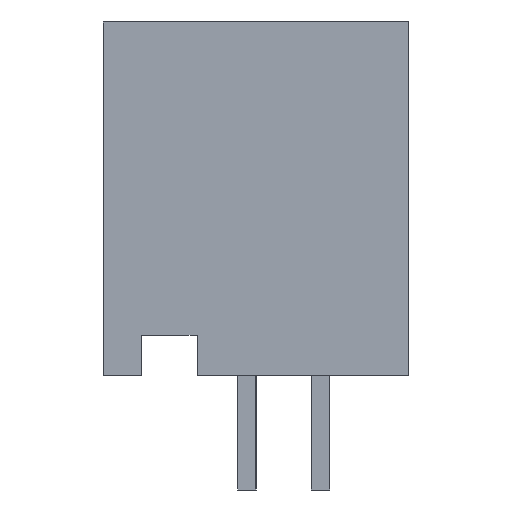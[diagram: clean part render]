
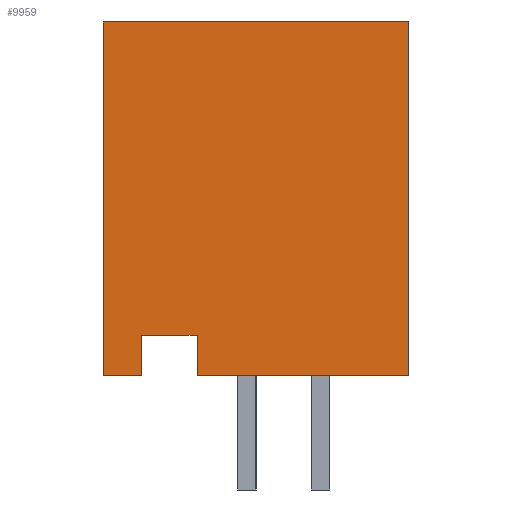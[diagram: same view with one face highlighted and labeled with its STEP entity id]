
A CAD part, left-side view. The second image highlights one B-rep face of the part: STEP entity #9959.
In plain terms, the highlighted planar face has unit normal (-1, 0, 0).
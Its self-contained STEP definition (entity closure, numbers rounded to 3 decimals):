
#667 = PLANE('',#668);
#668 = AXIS2_PLACEMENT_3D('',#669,#670,#671);
#669 = CARTESIAN_POINT('',(-16.,4.15,9.6));
#670 = DIRECTION('',(0.,-1.,0.));
#671 = DIRECTION('',(0.,0.,1.));
#831 = PLANE('',#832);
#832 = AXIS2_PLACEMENT_3D('',#833,#834,#835);
#833 = CARTESIAN_POINT('',(-16.,1.6,0.));
#834 = DIRECTION('',(0.,0.,1.));
#835 = DIRECTION('',(0.,1.,0.));
#2452 = VERTEX_POINT('',#2453);
#2453 = CARTESIAN_POINT('',(-16.,-4.15,0.));
#2467 = PLANE('',#2468);
#2468 = AXIS2_PLACEMENT_3D('',#2469,#2470,#2471);
#2469 = CARTESIAN_POINT('',(-16.,-4.15,9.6));
#2470 = DIRECTION('',(0.,1.,0.));
#2471 = DIRECTION('',(-1.,0.,0.));
#2479 = EDGE_CURVE('',#2480,#2452,#2482,.T.);
#2480 = VERTEX_POINT('',#2481);
#2481 = CARTESIAN_POINT('',(-16.,1.6,0.));
#2482 = SURFACE_CURVE('',#2483,(#2487,#2494),.PCURVE_S1.);
#2483 = LINE('',#2484,#2485);
#2484 = CARTESIAN_POINT('',(-16.,1.6,0.));
#2485 = VECTOR('',#2486,1.);
#2486 = DIRECTION('',(0.,-1.,0.));
#2487 = PCURVE('',#831,#2488);
#2488 = DEFINITIONAL_REPRESENTATION('',(#2489),#2493);
#2489 = LINE('',#2490,#2491);
#2490 = CARTESIAN_POINT('',(0.,0.));
#2491 = VECTOR('',#2492,1.);
#2492 = DIRECTION('',(-1.,0.));
#2493 = ( GEOMETRIC_REPRESENTATION_CONTEXT(2) 
PARAMETRIC_REPRESENTATION_CONTEXT() REPRESENTATION_CONTEXT('2D SPACE',''
  ) );
#2494 = PCURVE('',#2495,#2500);
#2495 = PLANE('',#2496);
#2496 = AXIS2_PLACEMENT_3D('',#2497,#2498,#2499);
#2497 = CARTESIAN_POINT('',(-16.,4.15,9.6));
#2498 = DIRECTION('',(-1.,0.,0.));
#2499 = DIRECTION('',(0.,-1.,0.));
#2500 = DEFINITIONAL_REPRESENTATION('',(#2501),#2505);
#2501 = LINE('',#2502,#2503);
#2502 = CARTESIAN_POINT('',(2.55,-9.6));
#2503 = VECTOR('',#2504,1.);
#2504 = DIRECTION('',(1.,0.));
#2505 = ( GEOMETRIC_REPRESENTATION_CONTEXT(2) 
PARAMETRIC_REPRESENTATION_CONTEXT() REPRESENTATION_CONTEXT('2D SPACE',''
  ) );
#2521 = PLANE('',#2522);
#2522 = AXIS2_PLACEMENT_3D('',#2523,#2524,#2525);
#2523 = CARTESIAN_POINT('',(-16.,1.6,0.));
#2524 = DIRECTION('',(0.,-1.,0.));
#2525 = DIRECTION('',(1.,0.,0.));
#8290 = PLANE('',#8291);
#8291 = AXIS2_PLACEMENT_3D('',#8292,#8293,#8294);
#8292 = CARTESIAN_POINT('',(-16.,4.15,9.6));
#8293 = DIRECTION('',(0.,0.,-1.));
#8294 = DIRECTION('',(0.,-1.,0.));
#8338 = VERTEX_POINT('',#8339);
#8339 = CARTESIAN_POINT('',(-16.,4.15,9.6));
#8360 = EDGE_CURVE('',#8361,#8338,#8363,.T.);
#8361 = VERTEX_POINT('',#8362);
#8362 = CARTESIAN_POINT('',(-16.,-4.15,9.6));
#8363 = SURFACE_CURVE('',#8364,(#8368,#8375),.PCURVE_S1.);
#8364 = LINE('',#8365,#8366);
#8365 = CARTESIAN_POINT('',(-16.,4.15,9.6));
#8366 = VECTOR('',#8367,1.);
#8367 = DIRECTION('',(0.,1.,0.));
#8368 = PCURVE('',#8290,#8369);
#8369 = DEFINITIONAL_REPRESENTATION('',(#8370),#8374);
#8370 = LINE('',#8371,#8372);
#8371 = CARTESIAN_POINT('',(0.,0.));
#8372 = VECTOR('',#8373,1.);
#8373 = DIRECTION('',(-1.,0.));
#8374 = ( GEOMETRIC_REPRESENTATION_CONTEXT(2) 
PARAMETRIC_REPRESENTATION_CONTEXT() REPRESENTATION_CONTEXT('2D SPACE',''
  ) );
#8375 = PCURVE('',#2495,#8376);
#8376 = DEFINITIONAL_REPRESENTATION('',(#8377),#8381);
#8377 = LINE('',#8378,#8379);
#8378 = CARTESIAN_POINT('',(0.,0.));
#8379 = VECTOR('',#8380,1.);
#8380 = DIRECTION('',(-1.,0.));
#8381 = ( GEOMETRIC_REPRESENTATION_CONTEXT(2) 
PARAMETRIC_REPRESENTATION_CONTEXT() REPRESENTATION_CONTEXT('2D SPACE',''
  ) );
#9344 = VERTEX_POINT('',#9345);
#9345 = CARTESIAN_POINT('',(-16.,4.15,0.));
#9359 = PLANE('',#9360);
#9360 = AXIS2_PLACEMENT_3D('',#9361,#9362,#9363);
#9361 = CARTESIAN_POINT('',(-16.,4.15,0.));
#9362 = DIRECTION('',(0.,0.,1.));
#9363 = DIRECTION('',(0.,1.,0.));
#9371 = EDGE_CURVE('',#8338,#9344,#9372,.T.);
#9372 = SURFACE_CURVE('',#9373,(#9377,#9384),.PCURVE_S1.);
#9373 = LINE('',#9374,#9375);
#9374 = CARTESIAN_POINT('',(-16.,4.15,9.6));
#9375 = VECTOR('',#9376,1.);
#9376 = DIRECTION('',(0.,0.,-1.));
#9377 = PCURVE('',#667,#9378);
#9378 = DEFINITIONAL_REPRESENTATION('',(#9379),#9383);
#9379 = LINE('',#9380,#9381);
#9380 = CARTESIAN_POINT('',(0.,0.));
#9381 = VECTOR('',#9382,1.);
#9382 = DIRECTION('',(-1.,0.));
#9383 = ( GEOMETRIC_REPRESENTATION_CONTEXT(2) 
PARAMETRIC_REPRESENTATION_CONTEXT() REPRESENTATION_CONTEXT('2D SPACE',''
  ) );
#9384 = PCURVE('',#2495,#9385);
#9385 = DEFINITIONAL_REPRESENTATION('',(#9386),#9390);
#9386 = LINE('',#9387,#9388);
#9387 = CARTESIAN_POINT('',(0.,0.));
#9388 = VECTOR('',#9389,1.);
#9389 = DIRECTION('',(0.,-1.));
#9390 = ( GEOMETRIC_REPRESENTATION_CONTEXT(2) 
PARAMETRIC_REPRESENTATION_CONTEXT() REPRESENTATION_CONTEXT('2D SPACE',''
  ) );
#9441 = VERTEX_POINT('',#9442);
#9442 = CARTESIAN_POINT('',(-16.,3.1,0.));
#9456 = PLANE('',#9457);
#9457 = AXIS2_PLACEMENT_3D('',#9458,#9459,#9460);
#9458 = CARTESIAN_POINT('',(-16.,3.1,0.));
#9459 = DIRECTION('',(0.,1.,0.));
#9460 = DIRECTION('',(-1.,0.,0.));
#9468 = EDGE_CURVE('',#9344,#9441,#9469,.T.);
#9469 = SURFACE_CURVE('',#9470,(#9474,#9481),.PCURVE_S1.);
#9470 = LINE('',#9471,#9472);
#9471 = CARTESIAN_POINT('',(-16.,4.15,0.));
#9472 = VECTOR('',#9473,1.);
#9473 = DIRECTION('',(0.,-1.,0.));
#9474 = PCURVE('',#9359,#9475);
#9475 = DEFINITIONAL_REPRESENTATION('',(#9476),#9480);
#9476 = LINE('',#9477,#9478);
#9477 = CARTESIAN_POINT('',(0.,0.));
#9478 = VECTOR('',#9479,1.);
#9479 = DIRECTION('',(-1.,0.));
#9480 = ( GEOMETRIC_REPRESENTATION_CONTEXT(2) 
PARAMETRIC_REPRESENTATION_CONTEXT() REPRESENTATION_CONTEXT('2D SPACE',''
  ) );
#9481 = PCURVE('',#2495,#9482);
#9482 = DEFINITIONAL_REPRESENTATION('',(#9483),#9487);
#9483 = LINE('',#9484,#9485);
#9484 = CARTESIAN_POINT('',(0.,-9.6));
#9485 = VECTOR('',#9486,1.);
#9486 = DIRECTION('',(1.,0.));
#9487 = ( GEOMETRIC_REPRESENTATION_CONTEXT(2) 
PARAMETRIC_REPRESENTATION_CONTEXT() REPRESENTATION_CONTEXT('2D SPACE',''
  ) );
#9517 = VERTEX_POINT('',#9518);
#9518 = CARTESIAN_POINT('',(-16.,3.1,1.1));
#9532 = PLANE('',#9533);
#9533 = AXIS2_PLACEMENT_3D('',#9534,#9535,#9536);
#9534 = CARTESIAN_POINT('',(-16.,3.1,1.1));
#9535 = DIRECTION('',(0.,0.,1.));
#9536 = DIRECTION('',(0.,1.,0.));
#9544 = EDGE_CURVE('',#9441,#9517,#9545,.T.);
#9545 = SURFACE_CURVE('',#9546,(#9550,#9557),.PCURVE_S1.);
#9546 = LINE('',#9547,#9548);
#9547 = CARTESIAN_POINT('',(-16.,3.1,0.));
#9548 = VECTOR('',#9549,1.);
#9549 = DIRECTION('',(0.,0.,1.));
#9550 = PCURVE('',#9456,#9551);
#9551 = DEFINITIONAL_REPRESENTATION('',(#9552),#9556);
#9552 = LINE('',#9553,#9554);
#9553 = CARTESIAN_POINT('',(0.,0.));
#9554 = VECTOR('',#9555,1.);
#9555 = DIRECTION('',(0.,1.));
#9556 = ( GEOMETRIC_REPRESENTATION_CONTEXT(2) 
PARAMETRIC_REPRESENTATION_CONTEXT() REPRESENTATION_CONTEXT('2D SPACE',''
  ) );
#9557 = PCURVE('',#2495,#9558);
#9558 = DEFINITIONAL_REPRESENTATION('',(#9559),#9563);
#9559 = LINE('',#9560,#9561);
#9560 = CARTESIAN_POINT('',(1.05,-9.6));
#9561 = VECTOR('',#9562,1.);
#9562 = DIRECTION('',(0.,1.));
#9563 = ( GEOMETRIC_REPRESENTATION_CONTEXT(2) 
PARAMETRIC_REPRESENTATION_CONTEXT() REPRESENTATION_CONTEXT('2D SPACE',''
  ) );
#9593 = VERTEX_POINT('',#9594);
#9594 = CARTESIAN_POINT('',(-16.,1.6,1.1));
#9615 = EDGE_CURVE('',#9517,#9593,#9616,.T.);
#9616 = SURFACE_CURVE('',#9617,(#9621,#9628),.PCURVE_S1.);
#9617 = LINE('',#9618,#9619);
#9618 = CARTESIAN_POINT('',(-16.,3.1,1.1));
#9619 = VECTOR('',#9620,1.);
#9620 = DIRECTION('',(0.,-1.,0.));
#9621 = PCURVE('',#9532,#9622);
#9622 = DEFINITIONAL_REPRESENTATION('',(#9623),#9627);
#9623 = LINE('',#9624,#9625);
#9624 = CARTESIAN_POINT('',(0.,0.));
#9625 = VECTOR('',#9626,1.);
#9626 = DIRECTION('',(-1.,0.));
#9627 = ( GEOMETRIC_REPRESENTATION_CONTEXT(2) 
PARAMETRIC_REPRESENTATION_CONTEXT() REPRESENTATION_CONTEXT('2D SPACE',''
  ) );
#9628 = PCURVE('',#2495,#9629);
#9629 = DEFINITIONAL_REPRESENTATION('',(#9630),#9634);
#9630 = LINE('',#9631,#9632);
#9631 = CARTESIAN_POINT('',(1.05,-8.5));
#9632 = VECTOR('',#9633,1.);
#9633 = DIRECTION('',(1.,0.));
#9634 = ( GEOMETRIC_REPRESENTATION_CONTEXT(2) 
PARAMETRIC_REPRESENTATION_CONTEXT() REPRESENTATION_CONTEXT('2D SPACE',''
  ) );
#9662 = EDGE_CURVE('',#9593,#2480,#9663,.T.);
#9663 = SURFACE_CURVE('',#9664,(#9668,#9675),.PCURVE_S1.);
#9664 = LINE('',#9665,#9666);
#9665 = CARTESIAN_POINT('',(-16.,1.6,0.));
#9666 = VECTOR('',#9667,1.);
#9667 = DIRECTION('',(0.,0.,-1.));
#9668 = PCURVE('',#2521,#9669);
#9669 = DEFINITIONAL_REPRESENTATION('',(#9670),#9674);
#9670 = LINE('',#9671,#9672);
#9671 = CARTESIAN_POINT('',(0.,0.));
#9672 = VECTOR('',#9673,1.);
#9673 = DIRECTION('',(0.,-1.));
#9674 = ( GEOMETRIC_REPRESENTATION_CONTEXT(2) 
PARAMETRIC_REPRESENTATION_CONTEXT() REPRESENTATION_CONTEXT('2D SPACE',''
  ) );
#9675 = PCURVE('',#2495,#9676);
#9676 = DEFINITIONAL_REPRESENTATION('',(#9677),#9681);
#9677 = LINE('',#9678,#9679);
#9678 = CARTESIAN_POINT('',(2.55,-9.6));
#9679 = VECTOR('',#9680,1.);
#9680 = DIRECTION('',(0.,-1.));
#9681 = ( GEOMETRIC_REPRESENTATION_CONTEXT(2) 
PARAMETRIC_REPRESENTATION_CONTEXT() REPRESENTATION_CONTEXT('2D SPACE',''
  ) );
#9734 = EDGE_CURVE('',#2452,#8361,#9735,.T.);
#9735 = SURFACE_CURVE('',#9736,(#9740,#9747),.PCURVE_S1.);
#9736 = LINE('',#9737,#9738);
#9737 = CARTESIAN_POINT('',(-16.,-4.15,9.6));
#9738 = VECTOR('',#9739,1.);
#9739 = DIRECTION('',(0.,0.,1.));
#9740 = PCURVE('',#2467,#9741);
#9741 = DEFINITIONAL_REPRESENTATION('',(#9742),#9746);
#9742 = LINE('',#9743,#9744);
#9743 = CARTESIAN_POINT('',(0.,0.));
#9744 = VECTOR('',#9745,1.);
#9745 = DIRECTION('',(0.,1.));
#9746 = ( GEOMETRIC_REPRESENTATION_CONTEXT(2) 
PARAMETRIC_REPRESENTATION_CONTEXT() REPRESENTATION_CONTEXT('2D SPACE',''
  ) );
#9747 = PCURVE('',#2495,#9748);
#9748 = DEFINITIONAL_REPRESENTATION('',(#9749),#9753);
#9749 = LINE('',#9750,#9751);
#9750 = CARTESIAN_POINT('',(8.3,0.));
#9751 = VECTOR('',#9752,1.);
#9752 = DIRECTION('',(0.,1.));
#9753 = ( GEOMETRIC_REPRESENTATION_CONTEXT(2) 
PARAMETRIC_REPRESENTATION_CONTEXT() REPRESENTATION_CONTEXT('2D SPACE',''
  ) );
#9959 = ADVANCED_FACE('',(#9960),#2495,.T.);
#9960 = FACE_BOUND('',#9961,.T.);
#9961 = EDGE_LOOP('',(#9962,#9963,#9964,#9965,#9966,#9967,#9968,#9969));
#9962 = ORIENTED_EDGE('',*,*,#9371,.T.);
#9963 = ORIENTED_EDGE('',*,*,#9468,.T.);
#9964 = ORIENTED_EDGE('',*,*,#9544,.T.);
#9965 = ORIENTED_EDGE('',*,*,#9615,.T.);
#9966 = ORIENTED_EDGE('',*,*,#9662,.T.);
#9967 = ORIENTED_EDGE('',*,*,#2479,.T.);
#9968 = ORIENTED_EDGE('',*,*,#9734,.T.);
#9969 = ORIENTED_EDGE('',*,*,#8360,.T.);
